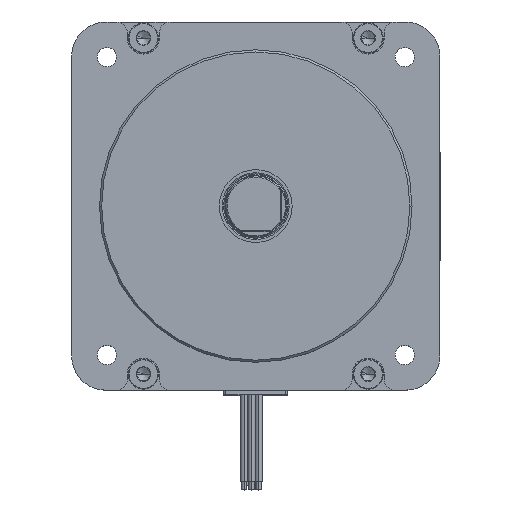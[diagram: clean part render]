
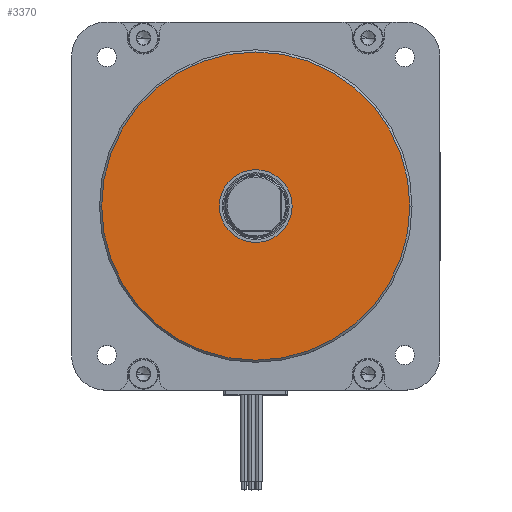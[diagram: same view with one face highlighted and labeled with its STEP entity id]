
A CAD part, top view. The second image highlights one B-rep face of the part: STEP entity #3370.
In plain terms, the highlighted planar face has unit normal (0, 0, 1).
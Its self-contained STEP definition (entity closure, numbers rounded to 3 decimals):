
#674=CARTESIAN_POINT('',(0.,0.,23.));
#675=DIRECTION('',(0.,0.,1.));
#676=DIRECTION('',(-1.,0.,0.));
#677=AXIS2_PLACEMENT_3D('',#674,#675,#676);
#679=CARTESIAN_POINT('',(0.,0.,23.));
#680=DIRECTION('',(0.,0.,1.));
#681=DIRECTION('',(1.,0.,0.));
#682=AXIS2_PLACEMENT_3D('',#679,#680,#681);
#684=CARTESIAN_POINT('',(0.,0.,23.));
#685=DIRECTION('',(0.,0.,1.));
#686=DIRECTION('',(1.,0.,0.));
#687=AXIS2_PLACEMENT_3D('',#684,#685,#686);
#689=CARTESIAN_POINT('',(0.,0.,23.));
#690=DIRECTION('',(0.,0.,1.));
#691=DIRECTION('',(-1.,0.,0.));
#692=AXIS2_PLACEMENT_3D('',#689,#690,#691);
#2196=CARTESIAN_POINT('',(-8.5,0.,23.));
#2197=CARTESIAN_POINT('',(8.5,0.,23.));
#2198=VERTEX_POINT('',#2196);
#2199=VERTEX_POINT('',#2197);
#2524=CARTESIAN_POINT('',(36.,0.,23.));
#2525=CARTESIAN_POINT('',(-36.,0.,23.));
#2526=VERTEX_POINT('',#2524);
#2527=VERTEX_POINT('',#2525);
#3354=CARTESIAN_POINT('',(0.,0.,23.));
#3355=DIRECTION('',(0.,0.,1.));
#3356=DIRECTION('',(1.,0.,0.));
#3357=AXIS2_PLACEMENT_3D('',#3354,#3355,#3356);
#3358=PLANE('',#3357);
#3359=ORIENTED_EDGE('',*,*,#3344,.F.);
#3361=ORIENTED_EDGE('',*,*,#3360,.F.);
#3362=EDGE_LOOP('',(#3359,#3361));
#3363=FACE_OUTER_BOUND('',#3362,.F.);
#3365=ORIENTED_EDGE('',*,*,#3364,.T.);
#3367=ORIENTED_EDGE('',*,*,#3366,.T.);
#3368=EDGE_LOOP('',(#3365,#3367));
#3369=FACE_BOUND('',#3368,.F.);
#3370=ADVANCED_FACE('',(#3363,#3369),#3358,.T.);
#678=CIRCLE('',#677,8.5);
#683=CIRCLE('',#682,8.5);
#688=CIRCLE('',#687,36.);
#693=CIRCLE('',#692,36.);
#3344=EDGE_CURVE('',#2526,#2527,#688,.T.);
#3360=EDGE_CURVE('',#2527,#2526,#693,.T.);
#3364=EDGE_CURVE('',#2198,#2199,#678,.T.);
#3366=EDGE_CURVE('',#2199,#2198,#683,.T.);
